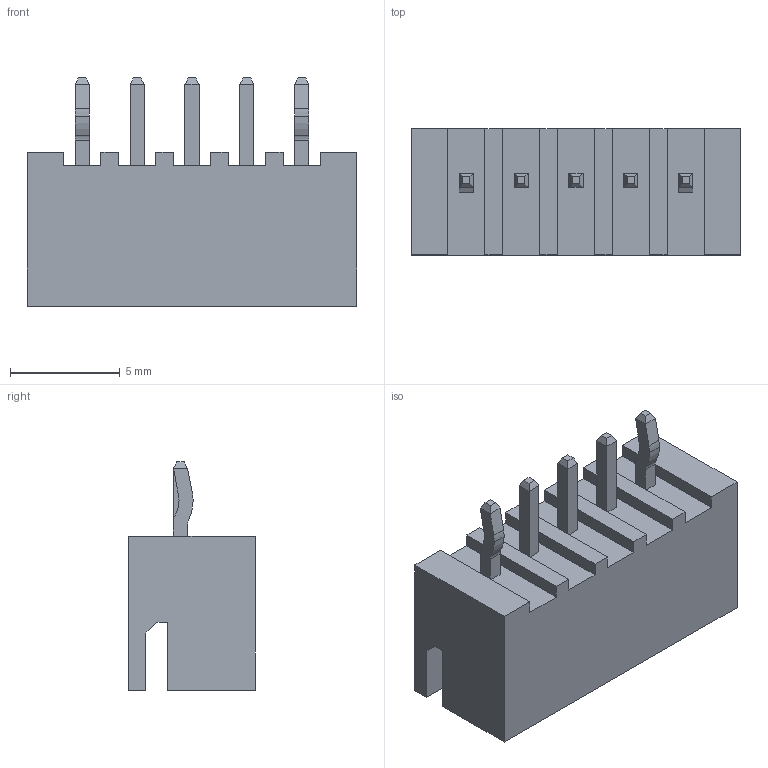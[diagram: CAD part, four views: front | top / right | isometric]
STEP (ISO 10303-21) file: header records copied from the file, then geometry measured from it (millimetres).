
FILE_DESCRIPTION (( 'STEP AP203' ), '1' );
FILE_NAME ('25SH-B-05-TS.step', '2022-06-09T00:29:36', ( '' ), ( '' ), 'SwSTEP 2.0', 'SolidWorks 2021', '' );
FILE_SCHEMA (( 'CONFIG_CONTROL_DESIGN' ));
Length unit declared in the file: millimetre
Products named in the file (1): 25SH-B-05-TS
Bounding box: 15 x 5.75 x 10.4 mm (x, y, z)
Volume: 303.3 mm3; surface area: 751.4 mm2
Topology: 1 solids, 1 shells, 165 faces, 419 edges, 266 vertices
Faces by surface type: bspline 165
Entity records: 4696 total; most frequent: CARTESIAN_POINT 2007, ORIENTED_EDGE 838, EDGE_CURVE 419, B_SPLINE_CURVE_WITH_KNOTS 417, VERTEX_POINT 266, EDGE_LOOP 175, ADVANCED_FACE 165, FACE_OUTER_BOUND 165
